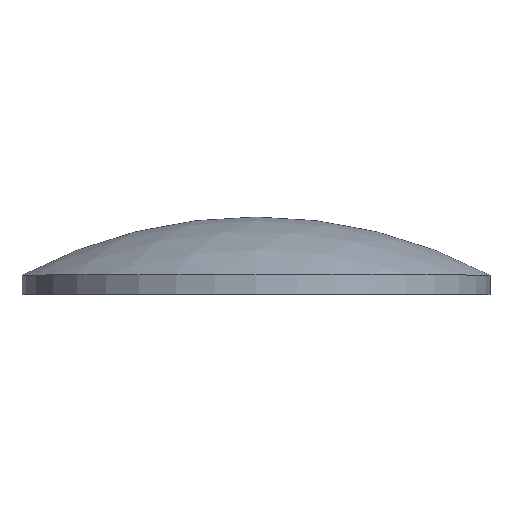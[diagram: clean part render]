
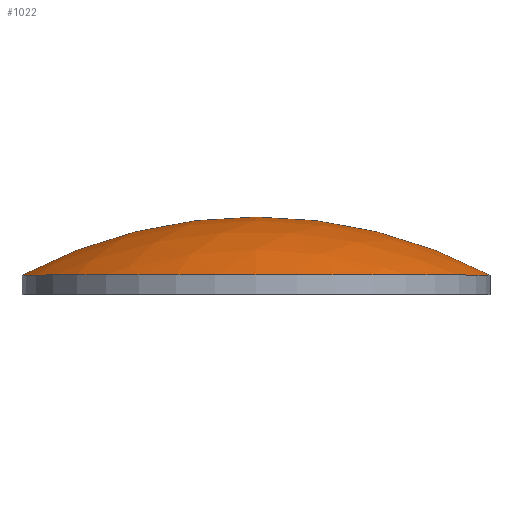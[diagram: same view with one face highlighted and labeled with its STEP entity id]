
A CAD part, top view. The second image highlights one B-rep face of the part: STEP entity #1022.
In plain terms, the highlighted spherical face has radius 51.602 mm.
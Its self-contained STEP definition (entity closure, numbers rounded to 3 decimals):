
#657 = VERTEX_POINT ( 'NONE', #5490 ) ;
#696 = CARTESIAN_POINT ( 'NONE',  ( 0., -43.602, 0. ) ) ;
#747 = CIRCLE ( 'NONE', #12458, 51.602 ) ;
#1022 = ADVANCED_FACE ( 'NONE', ( #2465 ), #2627, .T. ) ;
#2031 = DIRECTION ( 'NONE',  ( 0., 0., -1. ) ) ;
#2076 = EDGE_LOOP ( 'NONE', ( #2993, #6109, #4486 ) ) ;
#2465 = FACE_OUTER_BOUND ( 'NONE', #2076, .T. ) ;
#2627 = SPHERICAL_SURFACE ( 'NONE', #4551, 51.602 ) ;
#2898 = DIRECTION ( 'NONE',  ( 0., -1., 0. ) ) ;
#2988 = DIRECTION ( 'NONE',  ( 1., 0., 0. ) ) ;
#2993 = ORIENTED_EDGE ( 'NONE', *, *, #5175, .F. ) ;
#3506 = CIRCLE ( 'NONE', #7428, 51.602 ) ;
#4032 = CARTESIAN_POINT ( 'NONE',  ( 0., 2., 0. ) ) ;
#4486 = ORIENTED_EDGE ( 'NONE', *, *, #5985, .F. ) ;
#4551 = AXIS2_PLACEMENT_3D ( 'NONE', #10020, #11043, #2988 ) ;
#4948 = CARTESIAN_POINT ( 'NONE',  ( 0., 8., 0. ) ) ;
#5175 = EDGE_CURVE ( 'NONE', #7676, #6218, #3506, .T. ) ;
#5293 = CARTESIAN_POINT ( 'NONE',  ( 24.15, 2., 0. ) ) ;
#5490 = CARTESIAN_POINT ( 'NONE',  ( -24.15, 2., 0. ) ) ;
#5985 = EDGE_CURVE ( 'NONE', #6218, #657, #7991, .T. ) ;
#6109 = ORIENTED_EDGE ( 'NONE', *, *, #8429, .T. ) ;
#6218 = VERTEX_POINT ( 'NONE', #5293 ) ;
#7428 = AXIS2_PLACEMENT_3D ( 'NONE', #9802, #2031, #11893 ) ;
#7509 = DIRECTION ( 'NONE',  ( 0., 0., 1. ) ) ;
#7676 = VERTEX_POINT ( 'NONE', #4948 ) ;
#7680 = DIRECTION ( 'NONE',  ( 1., 0., 0. ) ) ;
#7991 = CIRCLE ( 'NONE', #11175, 24.15 ) ;
#8429 = EDGE_CURVE ( 'NONE', #7676, #657, #747, .T. ) ;
#9802 = CARTESIAN_POINT ( 'NONE',  ( 0., -43.602, 0. ) ) ;
#10020 = CARTESIAN_POINT ( 'NONE',  ( 0., -43.602, 0. ) ) ;
#11043 = DIRECTION ( 'NONE',  ( 0., 0., 1. ) ) ;
#11175 = AXIS2_PLACEMENT_3D ( 'NONE', #4032, #2898, #11998 ) ;
#11893 = DIRECTION ( 'NONE',  ( -1., 0., 0. ) ) ;
#11998 = DIRECTION ( 'NONE',  ( 1., 0., 0. ) ) ;
#12458 = AXIS2_PLACEMENT_3D ( 'NONE', #696, #7509, #7680 ) ;
